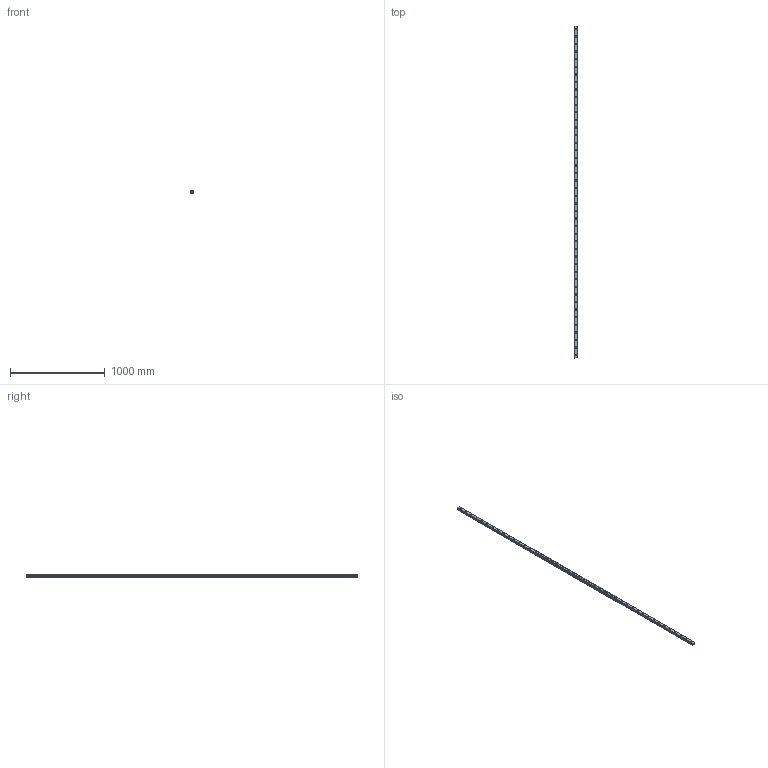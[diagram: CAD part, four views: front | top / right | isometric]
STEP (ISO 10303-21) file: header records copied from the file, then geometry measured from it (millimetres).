
FILE_DESCRIPTION(('STEP AP214'),'1');
FILE_NAME('cctmp_AE649269-CD05-40AB-A889-6C66C9B9C244_2021_02_12_15_50_37_0788..stp','2021-02-12T14:50:38',('HIWIN GmbH'),('CADClick - www.CADClick.com'),'Spatial InterOp 3D',' ','unknown authorization');
FILE_SCHEMA(('AUTOMOTIVE_DESIGN'));
Length unit declared in the file: millimetre
Products named in the file (1): EGR35R3500C_FILE
Bounding box: 34 x 3500 x 27.5 mm (x, y, z)
Volume: 2755303.7 mm3; surface area: 490480 mm2
Topology: 1 solids, 1 shells, 503 faces, 1095 edges, 730 vertices
Faces by surface type: cylinder 282, plane 221
Entity records: 18041 total; most frequent: DIRECTION 2667, CARTESIAN_POINT 2329, ORIENTED_EDGE 2190, EDGE_CURVE 1095, AXIS2_PLACEMENT_3D 1068, VERTEX_POINT 730, EDGE_LOOP 639, CIRCLE 564
